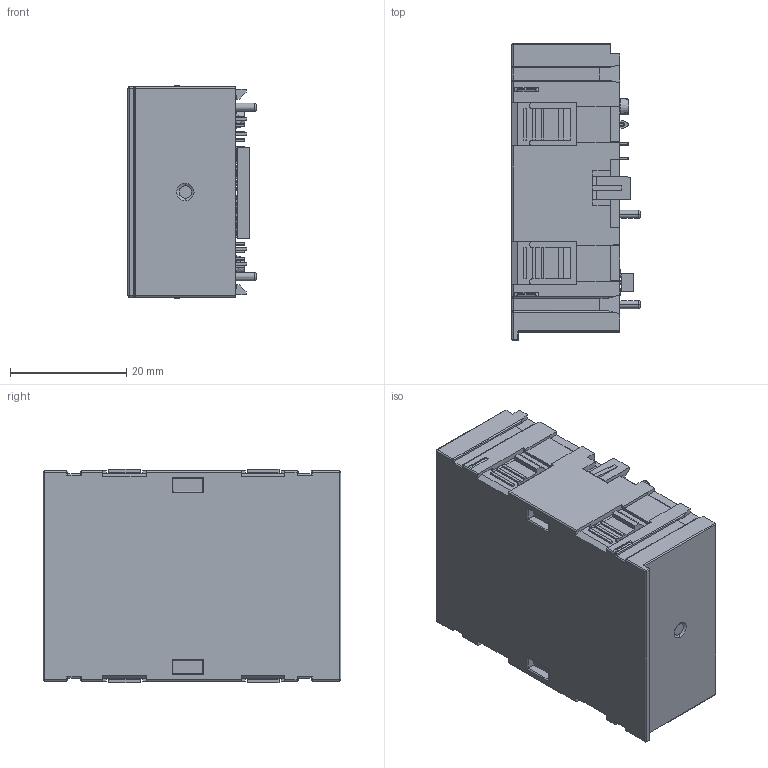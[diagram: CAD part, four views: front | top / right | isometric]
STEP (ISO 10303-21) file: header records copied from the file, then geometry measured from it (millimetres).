
FILE_DESCRIPTION((''),'2;1');
FILE_NAME('CARD-RJ45_ASM_ASM','2023-06-19T14:54:52',('YUE.WEI'),(''),'CREO PARAMETRIC BY PTC INC, 2018400','CREO PARAMETRIC BY PTC INC, 2018400','');
FILE_SCHEMA(('AUTOMOTIVE_DESIGN { 1 0 10303 214 1 1 1 1 }'));
Products named in the file (38): CARD-RJ45-COVER_276; CARD-PCB-RJ45_95; N2P9801-HOUSING09_7; 9801-0001_10; HR1_-33429_6; HR1_-34429_6; HR1_-35209_6; HR1_-35965_6; HR1_-36721_6; HR1_-37477_6; HR1_-38233_6; HR1_-38989_6; HR1_-39745_6; HR1_-40501_6; 2P9801_SHELL_11_1; 2P9801_SHELL_11_2; 2P9801_SHELL_11_3; 2P9801_SHELL_11_4; 2P9801_SHELL_11_5; 2P9801_SHELL_11_6; 2P9801_SHELL_11_7; 2P9801_SHELL_11_8; 2P9801_SHELL_11_9; 2P9801_SHELL_11_10; 2P9801_SHELL_11_11; 2P9801_SHELL_11_12; 2P9801_SHELL_11_13; 2P9801_SHELL_11_14; 2P9801_SHELL_11_15; 2P9801_SHELL_11_16; 2P9801_SHELL_11_17; 2P9801_SHELL_11_ASM; L1_5; 00_5; ADRJ-1208F005_RJ450001_ASM_20_ASM; 24-FEMALE_6; CARD-RJ45_ASM_507_ASM; CARD-RJ45_ASM_ASM
Assembly tree (74 placements, depth 5):
  CARD-RJ45_ASM_ASM
    CARD-RJ45_ASM_507_ASM
      CARD-RJ45-COVER_276
      CARD-PCB-RJ45_95
      ADRJ-1208F005_RJ450001_ASM_20_ASM
        N2P9801-HOUSING09_7
        9801-0001_10  x2
        HR1_-33429_6  x10
        HR1_-34429_6  x10
        HR1_-35209_6  x2
        HR1_-35965_6  x2
        HR1_-36721_6  x2
        HR1_-37477_6  x2
        HR1_-38233_6  x2
        HR1_-38989_6  x2
        HR1_-39745_6  x2
        HR1_-40501_6  x2
        2P9801_SHELL_11_ASM
          2P9801_SHELL_11_1
          2P9801_SHELL_11_2
          2P9801_SHELL_11_3
          2P9801_SHELL_11_4
          2P9801_SHELL_11_5
          2P9801_SHELL_11_6
          2P9801_SHELL_11_7
          2P9801_SHELL_11_8
          2P9801_SHELL_11_9
          2P9801_SHELL_11_10
          2P9801_SHELL_11_11
          2P9801_SHELL_11_12
          2P9801_SHELL_11_13
          2P9801_SHELL_11_14
          2P9801_SHELL_11_15
          2P9801_SHELL_11_16
          2P9801_SHELL_11_17
        L1_5  x4
        00_5  x8
      24-FEMALE_6
Bounding box: 22 x 51.1 x 36.7 mm (x, y, z)
Volume: 28994.9 mm3; surface area: 25882.3 mm2
Topology: 33 solids, 71 shells, 5817 faces, 16386 edges, 10256 vertices
Faces by surface type: plane 4741, cylinder 1022, sphere 24, torus 16, cone 8, bspline 4, extrusion 2
Entity records: 141724 total; most frequent: CARTESIAN_POINT 23424, ORIENTED_EDGE 19925, DIRECTION 18613, EDGE_CURVE 10084, VECTOR 8353, LINE 8351, PRESENTATION_STYLE_ASSIGNMENT 6709, STYLED_ITEM 6573
